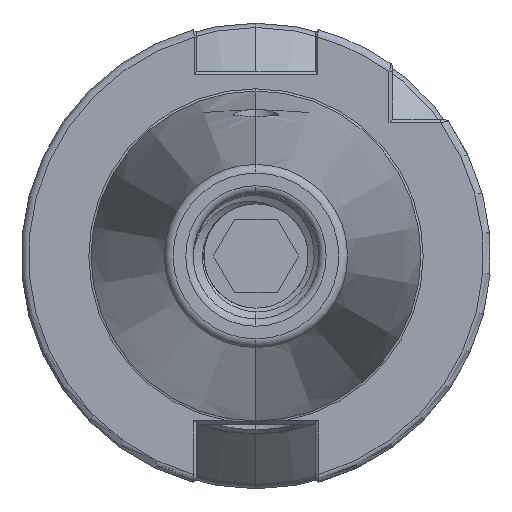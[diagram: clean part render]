
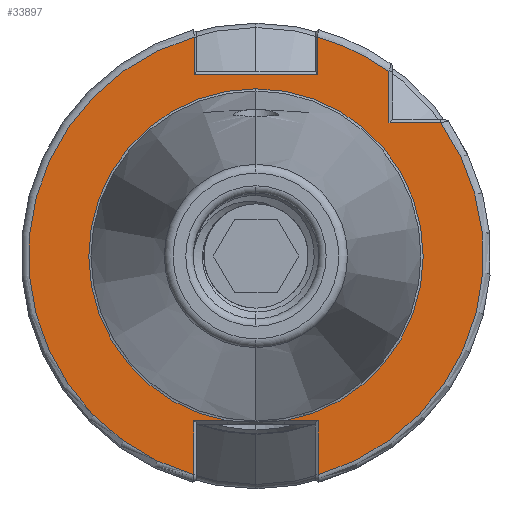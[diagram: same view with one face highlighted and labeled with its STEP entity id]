
A CAD part, left-side view. The second image highlights one B-rep face of the part: STEP entity #33897.
In plain terms, the highlighted planar face has unit normal (-1, 0, 0).
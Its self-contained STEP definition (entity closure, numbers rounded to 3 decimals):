
#10278 = AXIS2_PLACEMENT_3D ( 'NONE', #14496, #14506, #14524 ) ;
#10371 = AXIS2_PLACEMENT_3D ( 'NONE', #26238, #26277, #26241 ) ;
#14496 = CARTESIAN_POINT ( 'NONE',  ( 0., 22.692, 0. ) ) ;
#14506 = DIRECTION ( 'NONE',  ( 1., 0., 0. ) ) ;
#14523 = PLANE ( 'NONE',  #10278 ) ;
#14524 = DIRECTION ( 'NONE',  ( 0., 0., -1. ) ) ;
#19704 = DIRECTION ( 'NONE',  ( 0., 0., 1. ) ) ;
#19742 = CARTESIAN_POINT ( 'NONE',  ( 0., -18., 24.594 ) ) ;
#23375 = EDGE_CURVE ( 'NONE', #40241, #40376, #37544, .T. ) ;
#23381 = EDGE_CURVE ( 'NONE', #40376, #40239, #37577, .T. ) ;
#23432 = EDGE_CURVE ( 'NONE', #40239, #40389, #37592, .T. ) ;
#25168 = CARTESIAN_POINT ( 'NONE',  ( 0., -18., 24.962 ) ) ;
#25220 = CARTESIAN_POINT ( 'NONE',  ( 0., -24.962, 18. ) ) ;
#26153 = VERTEX_POINT ( 'NONE', #49748 ) ;
#26160 = VERTEX_POINT ( 'NONE', #49732 ) ;
#26238 = CARTESIAN_POINT ( 'NONE',  ( 0., 0., 0. ) ) ;
#26241 = DIRECTION ( 'NONE',  ( 0., 0., -1. ) ) ;
#26277 = DIRECTION ( 'NONE',  ( 1., 0., 0. ) ) ;
#26287 = AXIS2_PLACEMENT_3D ( 'NONE', #54781, #54785, #54793 ) ;
#26772 = CARTESIAN_POINT ( 'NONE',  ( 0., -8.451, -29.592 ) ) ;
#26776 = CARTESIAN_POINT ( 'NONE',  ( 0., 3.833, -22.3 ) ) ;
#26777 = CARTESIAN_POINT ( 'NONE',  ( 0., -8.335, 29.625 ) ) ;
#26789 = CARTESIAN_POINT ( 'NONE',  ( 0., -8.335, 24.5 ) ) ;
#26794 = CARTESIAN_POINT ( 'NONE',  ( 0., -18., 18. ) ) ;
#26795 = CARTESIAN_POINT ( 'NONE',  ( 0., 8.451, -29.592 ) ) ;
#26802 = CARTESIAN_POINT ( 'NONE',  ( 0., 8.335, 29.625 ) ) ;
#26804 = CARTESIAN_POINT ( 'NONE',  ( 0., 8.335, 24.5 ) ) ;
#26819 = CARTESIAN_POINT ( 'NONE',  ( 0., 8.451, -22.3 ) ) ;
#27347 = CIRCLE ( 'NONE', #10371, 22.627 ) ;
#27455 = LINE ( 'NONE', #54061, #27461 ) ;
#27460 = CIRCLE ( 'NONE', #52093, 30.775 ) ;
#27461 = VECTOR ( 'NONE', #53990, 1000. ) ;
#27501 = LINE ( 'NONE', #53898, #27503 ) ;
#27503 = VECTOR ( 'NONE', #53944, 1000. ) ;
#27505 = CIRCLE ( 'NONE', #52103, 30.775 ) ;
#27514 = LINE ( 'NONE', #52236, #27519 ) ;
#27517 = LINE ( 'NONE', #52321, #27556 ) ;
#27519 = VECTOR ( 'NONE', #52224, 1000. ) ;
#27524 = LINE ( 'NONE', #52332, #27540 ) ;
#27532 = LINE ( 'NONE', #52226, #27563 ) ;
#27540 = VECTOR ( 'NONE', #52311, 1000. ) ;
#27546 = VECTOR ( 'NONE', #52385, 1000. ) ;
#27551 = LINE ( 'NONE', #52298, #27546 ) ;
#27556 = VECTOR ( 'NONE', #52313, 1000. ) ;
#27561 = CIRCLE ( 'NONE', #52110, 22.627 ) ;
#27563 = VECTOR ( 'NONE', #52193, 1000. ) ;
#32854 = CARTESIAN_POINT ( 'NONE',  ( 0., -8.451, -22.3 ) ) ;
#33897 = ADVANCED_FACE ( 'NONE', ( #37209 ), #14523, .F. ) ;
#37209 = FACE_OUTER_BOUND ( 'NONE', #44075, .T. ) ;
#37544 = CIRCLE ( 'NONE', #26287, 30.775 ) ;
#37577 = LINE ( 'NONE', #55044, #37599 ) ;
#37592 = LINE ( 'NONE', #19742, #37600 ) ;
#37599 = VECTOR ( 'NONE', #54932, 1000. ) ;
#37600 = VECTOR ( 'NONE', #19704, 1000. ) ;
#40181 = VERTEX_POINT ( 'NONE', #26795 ) ;
#40202 = VERTEX_POINT ( 'NONE', #26802 ) ;
#40204 = VERTEX_POINT ( 'NONE', #26819 ) ;
#40226 = VERTEX_POINT ( 'NONE', #26789 ) ;
#40235 = VERTEX_POINT ( 'NONE', #26776 ) ;
#40239 = VERTEX_POINT ( 'NONE', #26794 ) ;
#40241 = VERTEX_POINT ( 'NONE', #26772 ) ;
#40265 = VERTEX_POINT ( 'NONE', #26777 ) ;
#40304 = VERTEX_POINT ( 'NONE', #26804 ) ;
#40376 = VERTEX_POINT ( 'NONE', #25220 ) ;
#40389 = VERTEX_POINT ( 'NONE', #25168 ) ;
#44075 = EDGE_LOOP ( 'NONE', ( #56036, #56097, #56128, #56133, #56100, #56151, #56209, #56135, #56236, #56233, #56254, #56180, #56114, #56040 ) ) ;
#44095 = EDGE_CURVE ( 'NONE', #26160, #26153, #27347, .T. ) ;
#44361 = EDGE_CURVE ( 'NONE', #40389, #40265, #27505, .T. ) ;
#44362 = EDGE_CURVE ( 'NONE', #40204, #40235, #27501, .T. ) ;
#44374 = EDGE_CURVE ( 'NONE', #40202, #40181, #27460, .T. ) ;
#44375 = EDGE_CURVE ( 'NONE', #54846, #40241, #27455, .T. ) ;
#44392 = EDGE_CURVE ( 'NONE', #40235, #26160, #27561, .T. ) ;
#44393 = EDGE_CURVE ( 'NONE', #40226, #40304, #27532, .T. ) ;
#44397 = EDGE_CURVE ( 'NONE', #40304, #40202, #27514, .T. ) ;
#44406 = EDGE_CURVE ( 'NONE', #26153, #54846, #27517, .T. ) ;
#44412 = EDGE_CURVE ( 'NONE', #40181, #40204, #27524, .T. ) ;
#44416 = EDGE_CURVE ( 'NONE', #40265, #40226, #27551, .T. ) ;
#49732 = CARTESIAN_POINT ( 'NONE',  ( 0., 0., 22.627 ) ) ;
#49748 = CARTESIAN_POINT ( 'NONE',  ( 0., -3.833, -22.3 ) ) ;
#52093 = AXIS2_PLACEMENT_3D ( 'NONE', #54132, #54134, #54151 ) ;
#52103 = AXIS2_PLACEMENT_3D ( 'NONE', #53935, #53931, #53906 ) ;
#52110 = AXIS2_PLACEMENT_3D ( 'NONE', #52196, #52223, #52216 ) ;
#52193 = DIRECTION ( 'NONE',  ( 0., 1., 0. ) ) ;
#52196 = CARTESIAN_POINT ( 'NONE',  ( 0., 0., 0. ) ) ;
#52216 = DIRECTION ( 'NONE',  ( 0., 0., -1. ) ) ;
#52223 = DIRECTION ( 'NONE',  ( 1., 0., 0. ) ) ;
#52224 = DIRECTION ( 'NONE',  ( 0., 0., 1. ) ) ;
#52226 = CARTESIAN_POINT ( 'NONE',  ( 0., 8.05, 24.5 ) ) ;
#52236 = CARTESIAN_POINT ( 'NONE',  ( 0., 8.335, 29.704 ) ) ;
#52298 = CARTESIAN_POINT ( 'NONE',  ( 0., -8.335, 25. ) ) ;
#52311 = DIRECTION ( 'NONE',  ( 0., 0., 1. ) ) ;
#52313 = DIRECTION ( 'NONE',  ( 0., -1., 0. ) ) ;
#52321 = CARTESIAN_POINT ( 'NONE',  ( 0., 22.692, -22.3 ) ) ;
#52332 = CARTESIAN_POINT ( 'NONE',  ( 0., 8.451, 0. ) ) ;
#52385 = DIRECTION ( 'NONE',  ( 0., 0., -1. ) ) ;
#53898 = CARTESIAN_POINT ( 'NONE',  ( 0., 22.692, -22.3 ) ) ;
#53906 = DIRECTION ( 'NONE',  ( 0., 0., -1. ) ) ;
#53931 = DIRECTION ( 'NONE',  ( -1., 0., 0. ) ) ;
#53935 = CARTESIAN_POINT ( 'NONE',  ( 0., 0., 0. ) ) ;
#53944 = DIRECTION ( 'NONE',  ( 0., -1., 0. ) ) ;
#53990 = DIRECTION ( 'NONE',  ( 0., 0., -1. ) ) ;
#54061 = CARTESIAN_POINT ( 'NONE',  ( 0., -8.451, 0. ) ) ;
#54132 = CARTESIAN_POINT ( 'NONE',  ( 0., 0., 0. ) ) ;
#54134 = DIRECTION ( 'NONE',  ( -1., 0., 0. ) ) ;
#54151 = DIRECTION ( 'NONE',  ( 0., 0., -1. ) ) ;
#54781 = CARTESIAN_POINT ( 'NONE',  ( 0., 0., 0. ) ) ;
#54785 = DIRECTION ( 'NONE',  ( -1., 0., 0. ) ) ;
#54793 = DIRECTION ( 'NONE',  ( 0., 0., -1. ) ) ;
#54846 = VERTEX_POINT ( 'NONE', #32854 ) ;
#54932 = DIRECTION ( 'NONE',  ( 0., 1., 0. ) ) ;
#55044 = CARTESIAN_POINT ( 'NONE',  ( 0., -18.5, 18. ) ) ;
#56036 = ORIENTED_EDGE ( 'NONE', *, *, #23375, .T. ) ;
#56040 = ORIENTED_EDGE ( 'NONE', *, *, #44375, .T. ) ;
#56097 = ORIENTED_EDGE ( 'NONE', *, *, #23381, .T. ) ;
#56100 = ORIENTED_EDGE ( 'NONE', *, *, #44416, .T. ) ;
#56114 = ORIENTED_EDGE ( 'NONE', *, *, #44406, .T. ) ;
#56128 = ORIENTED_EDGE ( 'NONE', *, *, #23432, .T. ) ;
#56133 = ORIENTED_EDGE ( 'NONE', *, *, #44361, .T. ) ;
#56135 = ORIENTED_EDGE ( 'NONE', *, *, #44374, .T. ) ;
#56151 = ORIENTED_EDGE ( 'NONE', *, *, #44393, .T. ) ;
#56180 = ORIENTED_EDGE ( 'NONE', *, *, #44095, .T. ) ;
#56209 = ORIENTED_EDGE ( 'NONE', *, *, #44397, .T. ) ;
#56233 = ORIENTED_EDGE ( 'NONE', *, *, #44362, .T. ) ;
#56236 = ORIENTED_EDGE ( 'NONE', *, *, #44412, .T. ) ;
#56254 = ORIENTED_EDGE ( 'NONE', *, *, #44392, .T. ) ;
